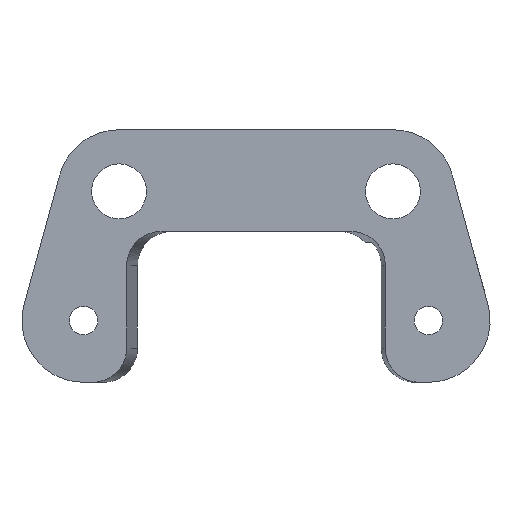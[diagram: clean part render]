
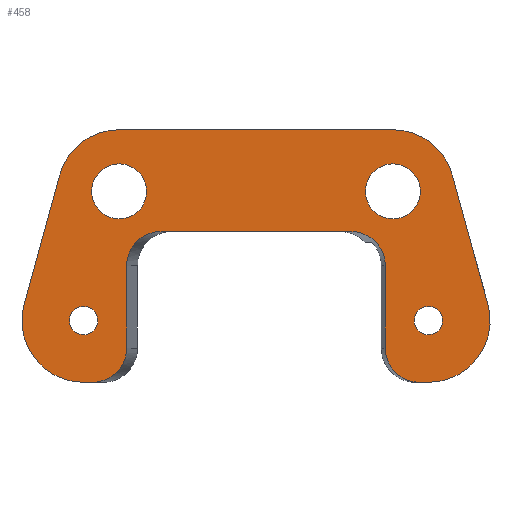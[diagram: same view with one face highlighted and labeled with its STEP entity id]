
A CAD part, front view. The second image highlights one B-rep face of the part: STEP entity #458.
In plain terms, the highlighted planar face has unit normal (0, -1, 0).
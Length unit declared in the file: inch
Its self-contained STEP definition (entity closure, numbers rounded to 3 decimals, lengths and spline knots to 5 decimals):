
#28=FACE_BOUND('',#67,.T.);
#29=FACE_BOUND('',#68,.T.);
#30=FACE_BOUND('',#69,.T.);
#31=FACE_BOUND('',#70,.T.);
#41=FACE_OUTER_BOUND('',#66,.T.);
#66=EDGE_LOOP('',(#336,#337,#338,#339,#340,#341,#342,#343,#344,#345,#346,
#347,#348,#349,#350,#351));
#67=EDGE_LOOP('',(#352));
#68=EDGE_LOOP('',(#353));
#69=EDGE_LOOP('',(#354));
#70=EDGE_LOOP('',(#355));
#93=CIRCLE('',#509,0.2255);
#94=CIRCLE('',#511,0.2255);
#95=CIRCLE('',#512,0.2255);
#96=CIRCLE('',#513,0.2255);
#97=CIRCLE('',#517,0.052);
#98=CIRCLE('',#518,0.052);
#99=CIRCLE('',#519,0.1005);
#100=CIRCLE('',#520,0.1005);
#115=LINE('',#716,#156);
#119=LINE('',#725,#160);
#121=LINE('',#732,#162);
#122=LINE('',#736,#163);
#123=LINE('',#740,#164);
#124=LINE('',#744,#165);
#125=LINE('',#748,#166);
#126=LINE('',#752,#167);
#156=VECTOR('',#571,0.3937);
#160=VECTOR('',#581,0.3937);
#162=VECTOR('',#589,0.3937);
#163=VECTOR('',#592,0.3937);
#164=VECTOR('',#595,0.3937);
#165=VECTOR('',#598,0.3937);
#166=VECTOR('',#601,0.3937);
#167=VECTOR('',#604,0.3937);
#191=ELLIPSE('',#506,0.12569,0.125);
#192=ELLIPSE('',#514,0.12569,0.125);
#193=ELLIPSE('',#515,0.12569,0.125);
#194=ELLIPSE('',#516,0.12569,0.125);
#208=VERTEX_POINT('',#713);
#209=VERTEX_POINT('',#715);
#210=VERTEX_POINT('',#719);
#211=VERTEX_POINT('',#723);
#212=VERTEX_POINT('',#727);
#213=VERTEX_POINT('',#731);
#214=VERTEX_POINT('',#733);
#215=VERTEX_POINT('',#735);
#216=VERTEX_POINT('',#737);
#217=VERTEX_POINT('',#739);
#218=VERTEX_POINT('',#741);
#219=VERTEX_POINT('',#743);
#220=VERTEX_POINT('',#745);
#221=VERTEX_POINT('',#747);
#222=VERTEX_POINT('',#749);
#223=VERTEX_POINT('',#751);
#224=VERTEX_POINT('',#754);
#225=VERTEX_POINT('',#756);
#226=VERTEX_POINT('',#758);
#227=VERTEX_POINT('',#760);
#254=EDGE_CURVE('',#209,#208,#115,.T.);
#257=EDGE_CURVE('',#210,#208,#191,.T.);
#259=EDGE_CURVE('',#210,#211,#119,.T.);
#261=EDGE_CURVE('',#211,#212,#93,.T.);
#262=EDGE_CURVE('',#212,#213,#121,.T.);
#263=EDGE_CURVE('',#213,#214,#94,.T.);
#264=EDGE_CURVE('',#214,#215,#122,.T.);
#265=EDGE_CURVE('',#215,#216,#95,.T.);
#266=EDGE_CURVE('',#216,#217,#123,.T.);
#267=EDGE_CURVE('',#217,#218,#96,.T.);
#268=EDGE_CURVE('',#218,#219,#124,.T.);
#269=EDGE_CURVE('',#220,#219,#192,.T.);
#270=EDGE_CURVE('',#220,#221,#125,.T.);
#271=EDGE_CURVE('',#222,#221,#193,.T.);
#272=EDGE_CURVE('',#222,#223,#126,.T.);
#273=EDGE_CURVE('',#209,#223,#194,.T.);
#274=EDGE_CURVE('',#224,#224,#97,.T.);
#275=EDGE_CURVE('',#225,#225,#98,.T.);
#276=EDGE_CURVE('',#226,#226,#99,.T.);
#277=EDGE_CURVE('',#227,#227,#100,.T.);
#336=ORIENTED_EDGE('',*,*,#257,.F.);
#337=ORIENTED_EDGE('',*,*,#259,.T.);
#338=ORIENTED_EDGE('',*,*,#261,.T.);
#339=ORIENTED_EDGE('',*,*,#262,.T.);
#340=ORIENTED_EDGE('',*,*,#263,.T.);
#341=ORIENTED_EDGE('',*,*,#264,.T.);
#342=ORIENTED_EDGE('',*,*,#265,.T.);
#343=ORIENTED_EDGE('',*,*,#266,.T.);
#344=ORIENTED_EDGE('',*,*,#267,.T.);
#345=ORIENTED_EDGE('',*,*,#268,.T.);
#346=ORIENTED_EDGE('',*,*,#269,.F.);
#347=ORIENTED_EDGE('',*,*,#270,.T.);
#348=ORIENTED_EDGE('',*,*,#271,.F.);
#349=ORIENTED_EDGE('',*,*,#272,.T.);
#350=ORIENTED_EDGE('',*,*,#273,.F.);
#351=ORIENTED_EDGE('',*,*,#254,.T.);
#352=ORIENTED_EDGE('',*,*,#274,.T.);
#353=ORIENTED_EDGE('',*,*,#275,.T.);
#354=ORIENTED_EDGE('',*,*,#276,.T.);
#355=ORIENTED_EDGE('',*,*,#277,.T.);
#444=PLANE('',#510);
#458=ADVANCED_FACE('',(#41,#28,#29,#30,#31),#444,.F.);
#506=AXIS2_PLACEMENT_3D('',#721,#576,#577);
#509=AXIS2_PLACEMENT_3D('',#729,#585,#586);
#510=AXIS2_PLACEMENT_3D('',#730,#587,#588);
#511=AXIS2_PLACEMENT_3D('',#734,#590,#591);
#512=AXIS2_PLACEMENT_3D('',#738,#593,#594);
#513=AXIS2_PLACEMENT_3D('',#742,#596,#597);
#514=AXIS2_PLACEMENT_3D('',#746,#599,#600);
#515=AXIS2_PLACEMENT_3D('',#750,#602,#603);
#516=AXIS2_PLACEMENT_3D('',#753,#605,#606);
#517=AXIS2_PLACEMENT_3D('',#755,#607,#608);
#518=AXIS2_PLACEMENT_3D('',#757,#609,#610);
#519=AXIS2_PLACEMENT_3D('',#759,#611,#612);
#520=AXIS2_PLACEMENT_3D('',#761,#613,#614);
#571=DIRECTION('',(0.,0.,-1.));
#576=DIRECTION('center_axis',(0.,1.,0.));
#577=DIRECTION('ref_axis',(-1.,0.,0.));
#581=DIRECTION('',(1.,0.,0.));
#585=DIRECTION('center_axis',(0.,-1.,0.));
#586=DIRECTION('ref_axis',(0.964,0.,0.265));
#587=DIRECTION('center_axis',(0.,1.,0.));
#588=DIRECTION('ref_axis',(0.,0.,1.));
#589=DIRECTION('',(-0.265,0.,0.964));
#590=DIRECTION('center_axis',(0.,-1.,0.));
#591=DIRECTION('ref_axis',(0.,0.,1.));
#592=DIRECTION('',(-1.,0.,0.));
#593=DIRECTION('center_axis',(0.,-1.,0.));
#594=DIRECTION('ref_axis',(-0.964,0.,0.265));
#595=DIRECTION('',(-0.265,0.,-0.964));
#596=DIRECTION('center_axis',(0.,-1.,0.));
#597=DIRECTION('ref_axis',(0.,0.,-1.));
#598=DIRECTION('',(1.,0.,0.));
#599=DIRECTION('center_axis',(0.,1.,0.));
#600=DIRECTION('ref_axis',(1.,0.,0.));
#601=DIRECTION('',(0.,0.,1.));
#602=DIRECTION('center_axis',(0.,-1.,0.));
#603=DIRECTION('ref_axis',(-1.,0.,0.));
#604=DIRECTION('',(1.,0.,0.));
#605=DIRECTION('center_axis',(0.,-1.,0.));
#606=DIRECTION('ref_axis',(1.,0.,0.));
#607=DIRECTION('center_axis',(0.,1.,0.));
#608=DIRECTION('ref_axis',(-1.,0.,0.));
#609=DIRECTION('center_axis',(0.,1.,0.));
#610=DIRECTION('ref_axis',(-1.,0.,0.));
#611=DIRECTION('center_axis',(0.,1.,0.));
#612=DIRECTION('ref_axis',(-1.,0.,0.));
#613=DIRECTION('center_axis',(0.,1.,0.));
#614=DIRECTION('ref_axis',(-1.,0.,0.));
#713=CARTESIAN_POINT('',(0.47244,-0.375,-2.22255));
#715=CARTESIAN_POINT('',(0.47244,-0.375,-1.92137));
#716=CARTESIAN_POINT('',(0.47244,-0.375,-2.11679));
#719=CARTESIAN_POINT('',(0.59813,-0.375,-2.34755));
#721=CARTESIAN_POINT('Origin',(0.59813,-0.375,-2.22255));
#723=CARTESIAN_POINT('',(0.62992,-0.375,-2.34755));
#725=CARTESIAN_POINT('',(0.62992,-0.375,-2.34755));
#727=CARTESIAN_POINT('',(0.84734,-0.375,-2.06221));
#729=CARTESIAN_POINT('Origin',(0.62992,-0.375,-2.12205));
#730=CARTESIAN_POINT('Origin',(0.,-0.375,-1.88602));
#731=CARTESIAN_POINT('',(0.71742,-0.375,-1.59016));
#732=CARTESIAN_POINT('',(0.71742,-0.375,-1.59016));
#733=CARTESIAN_POINT('',(0.5,-0.375,-1.4245));
#734=CARTESIAN_POINT('Origin',(0.5,-0.375,-1.65));
#735=CARTESIAN_POINT('',(-0.5,-0.375,-1.4245));
#736=CARTESIAN_POINT('',(-0.5,-0.375,-1.4245));
#737=CARTESIAN_POINT('',(-0.71742,-0.375,-1.59016));
#738=CARTESIAN_POINT('Origin',(-0.5,-0.375,-1.65));
#739=CARTESIAN_POINT('',(-0.84734,-0.375,-2.06221));
#740=CARTESIAN_POINT('',(-0.84734,-0.375,-2.06221));
#741=CARTESIAN_POINT('',(-0.62992,-0.375,-2.34755));
#742=CARTESIAN_POINT('Origin',(-0.62992,-0.375,-2.12205));
#743=CARTESIAN_POINT('',(-0.59813,-0.375,-2.34755));
#744=CARTESIAN_POINT('',(0.62992,-0.375,-2.34755));
#745=CARTESIAN_POINT('',(-0.47244,-0.375,-2.22255));
#746=CARTESIAN_POINT('Origin',(-0.59813,-0.375,-2.22255));
#747=CARTESIAN_POINT('',(-0.47244,-0.375,-1.92137));
#748=CARTESIAN_POINT('',(-0.47244,-0.375,-2.11679));
#749=CARTESIAN_POINT('',(-0.34675,-0.375,-1.79637));
#750=CARTESIAN_POINT('Origin',(-0.34675,-0.375,-1.92137));
#751=CARTESIAN_POINT('',(0.34675,-0.375,-1.79637));
#752=CARTESIAN_POINT('',(0.,-0.375,-1.79637));
#753=CARTESIAN_POINT('Origin',(0.34675,-0.375,-1.92137));
#754=CARTESIAN_POINT('',(0.68192,-0.375,-2.12205));
#755=CARTESIAN_POINT('Origin',(0.62992,-0.375,-2.12205));
#756=CARTESIAN_POINT('',(-0.57792,-0.375,-2.12205));
#757=CARTESIAN_POINT('Origin',(-0.62992,-0.375,-2.12205));
#758=CARTESIAN_POINT('',(-0.3995,-0.375,-1.65));
#759=CARTESIAN_POINT('Origin',(-0.5,-0.375,-1.65));
#760=CARTESIAN_POINT('',(0.6005,-0.375,-1.65));
#761=CARTESIAN_POINT('Origin',(0.5,-0.375,-1.65));
